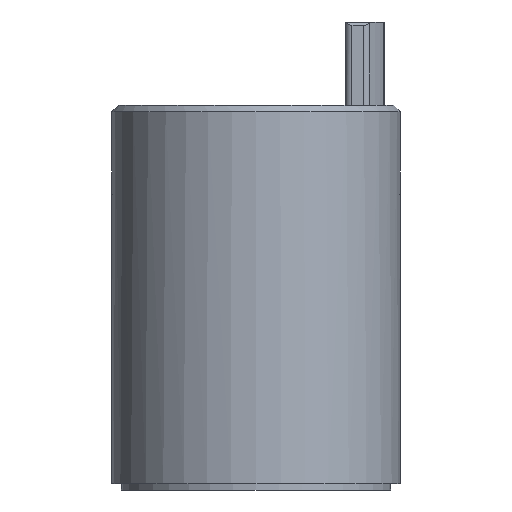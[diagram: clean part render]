
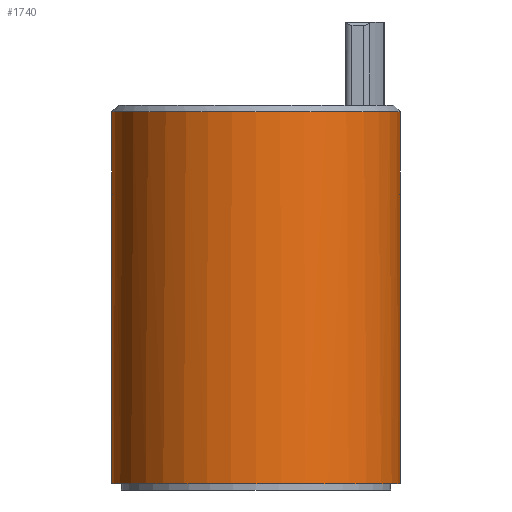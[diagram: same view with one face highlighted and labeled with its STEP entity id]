
A CAD part, front view. The second image highlights one B-rep face of the part: STEP entity #1740.
In plain terms, the highlighted cylindrical face has radius 22.5 mm (diameter 45 mm), a partial arc.
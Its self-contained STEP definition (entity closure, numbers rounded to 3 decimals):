
#18 = EDGE_CURVE ( 'NONE', #3028, #1819, #4582, .T. ) ;
#137 = ORIENTED_EDGE ( 'NONE', *, *, #3986, .T. ) ;
#166 = CARTESIAN_POINT ( 'NONE',  ( 22.5, -100., 6. ) ) ;
#184 = CIRCLE ( 'NONE', #9194, 22.5 ) ;
#264 = LINE ( 'NONE', #5371, #6192 ) ;
#419 = EDGE_CURVE ( 'NONE', #8463, #2865, #184, .T. ) ;
#562 = CARTESIAN_POINT ( 'NONE',  ( -22.5, -100., 0. ) ) ;
#618 = CARTESIAN_POINT ( 'NONE',  ( -22.476, -101.047, 6. ) ) ;
#719 = DIRECTION ( 'NONE',  ( 0., 0., -1. ) ) ;
#856 = DIRECTION ( 'NONE',  ( 0., 0., -1. ) ) ;
#899 = CIRCLE ( 'NONE', #2142, 22.5 ) ;
#965 = ORIENTED_EDGE ( 'NONE', *, *, #18, .F. ) ;
#997 = DIRECTION ( 'NONE',  ( 0., 0., -1. ) ) ;
#1174 = ORIENTED_EDGE ( 'NONE', *, *, #1816, .T. ) ;
#1511 = VERTEX_POINT ( 'NONE', #5311 ) ;
#1709 = CARTESIAN_POINT ( 'NONE',  ( 22.476, -101.047, 6. ) ) ;
#1728 = VERTEX_POINT ( 'NONE', #9481 ) ;
#1740 = ADVANCED_FACE ( 'NONE', ( #7438 ), #2133, .T. ) ;
#1816 = EDGE_CURVE ( 'NONE', #5946, #8463, #7388, .T. ) ;
#1819 = VERTEX_POINT ( 'NONE', #5247 ) ;
#1844 = CARTESIAN_POINT ( 'NONE',  ( 0., -100., 45. ) ) ;
#1996 = VECTOR ( 'NONE', #719, 1000. ) ;
#2019 = CARTESIAN_POINT ( 'NONE',  ( 0., -100., 58. ) ) ;
#2102 = EDGE_CURVE ( 'NONE', #8596, #1819, #6969, .T. ) ;
#2133 = CYLINDRICAL_SURFACE ( 'NONE', #6665, 22.5 ) ;
#2142 = AXIS2_PLACEMENT_3D ( 'NONE', #4457, #856, #3821 ) ;
#2324 = ORIENTED_EDGE ( 'NONE', *, *, #5495, .T. ) ;
#2356 = VECTOR ( 'NONE', #3126, 1000. ) ;
#2554 = DIRECTION ( 'NONE',  ( 0., 0., 1. ) ) ;
#2555 = ORIENTED_EDGE ( 'NONE', *, *, #419, .T. ) ;
#2753 = DIRECTION ( 'NONE',  ( 1., 0., 0. ) ) ;
#2865 = VERTEX_POINT ( 'NONE', #5145 ) ;
#2899 = ORIENTED_EDGE ( 'NONE', *, *, #2102, .T. ) ;
#3028 = VERTEX_POINT ( 'NONE', #8713 ) ;
#3126 = DIRECTION ( 'NONE',  ( 0., 0., -1. ) ) ;
#3315 = EDGE_CURVE ( 'NONE', #1728, #1511, #8370, .T. ) ;
#3417 = CIRCLE ( 'NONE', #7929, 22.5 ) ;
#3821 = DIRECTION ( 'NONE',  ( 1., 0., 0. ) ) ;
#3986 = EDGE_CURVE ( 'NONE', #3028, #1728, #899, .T. ) ;
#4077 = CARTESIAN_POINT ( 'NONE',  ( -22.476, -101.047, 45. ) ) ;
#4176 = EDGE_CURVE ( 'NONE', #2865, #8596, #264, .T. ) ;
#4457 = CARTESIAN_POINT ( 'NONE',  ( 0., -100., 45. ) ) ;
#4470 = DIRECTION ( 'NONE',  ( 0., 0., -1. ) ) ;
#4582 = LINE ( 'NONE', #166, #2356 ) ;
#4902 = DIRECTION ( 'NONE',  ( 0., 0., -1. ) ) ;
#4979 = DIRECTION ( 'NONE',  ( 0., 0., -1. ) ) ;
#5145 = CARTESIAN_POINT ( 'NONE',  ( -22.5, -100., 45. ) ) ;
#5217 = CARTESIAN_POINT ( 'NONE',  ( -22.476, -101.047, 58. ) ) ;
#5247 = CARTESIAN_POINT ( 'NONE',  ( 22.5, -100., 0. ) ) ;
#5311 = CARTESIAN_POINT ( 'NONE',  ( 22.476, -101.047, 58. ) ) ;
#5371 = CARTESIAN_POINT ( 'NONE',  ( -22.5, -100., 6. ) ) ;
#5495 = EDGE_CURVE ( 'NONE', #1511, #5946, #3417, .T. ) ;
#5827 = DIRECTION ( 'NONE',  ( -1., 0., 0. ) ) ;
#5946 = VERTEX_POINT ( 'NONE', #5217 ) ;
#5952 = VECTOR ( 'NONE', #6223, 1000. ) ;
#6192 = VECTOR ( 'NONE', #997, 1000. ) ;
#6223 = DIRECTION ( 'NONE',  ( 0., 0., 1. ) ) ;
#6504 = AXIS2_PLACEMENT_3D ( 'NONE', #9232, #2554, #7912 ) ;
#6665 = AXIS2_PLACEMENT_3D ( 'NONE', #9582, #4470, #5827 ) ;
#6969 = CIRCLE ( 'NONE', #6504, 22.5 ) ;
#7176 = ORIENTED_EDGE ( 'NONE', *, *, #4176, .T. ) ;
#7388 = LINE ( 'NONE', #618, #1996 ) ;
#7438 = FACE_OUTER_BOUND ( 'NONE', #8175, .T. ) ;
#7912 = DIRECTION ( 'NONE',  ( 1., 0., 0. ) ) ;
#7929 = AXIS2_PLACEMENT_3D ( 'NONE', #2019, #4979, #7952 ) ;
#7952 = DIRECTION ( 'NONE',  ( 1., 0., 0. ) ) ;
#7995 = ORIENTED_EDGE ( 'NONE', *, *, #3315, .T. ) ;
#8175 = EDGE_LOOP ( 'NONE', ( #2899, #965, #137, #7995, #2324, #1174, #2555, #7176 ) ) ;
#8370 = LINE ( 'NONE', #1709, #5952 ) ;
#8463 = VERTEX_POINT ( 'NONE', #4077 ) ;
#8596 = VERTEX_POINT ( 'NONE', #562 ) ;
#8713 = CARTESIAN_POINT ( 'NONE',  ( 22.5, -100., 45. ) ) ;
#9194 = AXIS2_PLACEMENT_3D ( 'NONE', #1844, #4902, #2753 ) ;
#9232 = CARTESIAN_POINT ( 'NONE',  ( 0., -100., 0. ) ) ;
#9481 = CARTESIAN_POINT ( 'NONE',  ( 22.476, -101.047, 45. ) ) ;
#9582 = CARTESIAN_POINT ( 'NONE',  ( 0., -100., 6. ) ) ;
